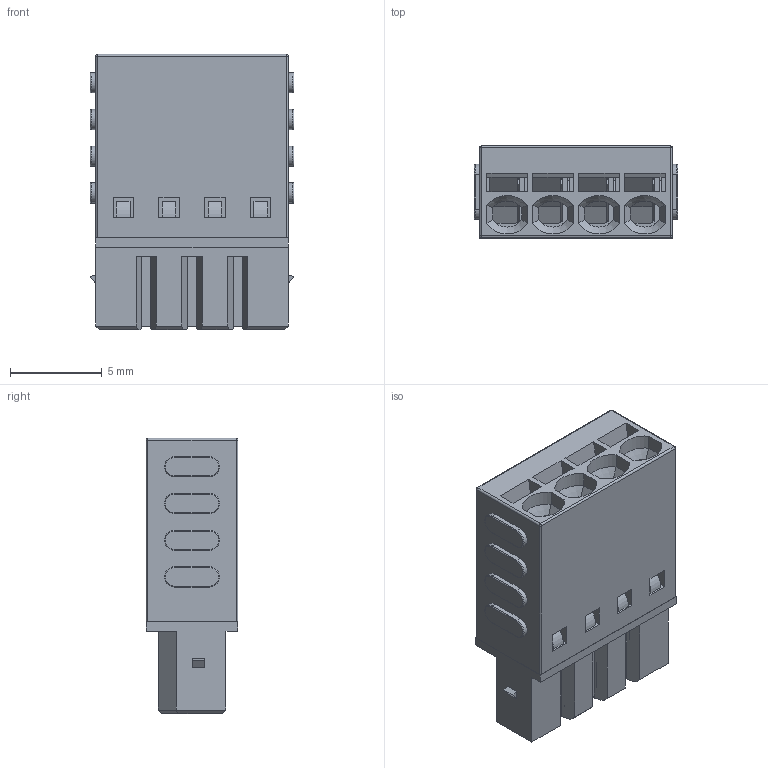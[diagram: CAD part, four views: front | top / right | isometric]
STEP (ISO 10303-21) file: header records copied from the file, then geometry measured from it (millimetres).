
FILE_DESCRIPTION(/* description */ ('Unknown'),/* implementation_level */ '2;1');
FILE_NAME(/* name */ '691346000004B',/* time_stamp */ '2020-07-21T17:15:16+02:00',/* author */ ('Unknown'),/* organization */ ('Unknown'),/* preprocessor_version */ 'ST-DEVELOPER v16.7',/* originating_system */ 'DEX',/* authorisation */ $);
FILE_SCHEMA (('AUTOMOTIVE_DESIGN {1 0 10303 214 3 1 1}'));
Length unit declared in the file: millimetre
Products named in the file (7): 6913460000xxB; 6913460000xxB_Body; 691346000004B_Body; 691346000004B_Lever; 6913460000xxB_Pin; 6913460000xxB_Spring
Assembly tree (9 placements, depth 3):
  6913460000xxB
    6913460000xxB_Body
      691346000004B_Body
      691346000004B_Lever
    6913460000xxB_Pin  x4
      6913460000xxB_Pin
      6913460000xxB_Spring
Bounding box: 11.1 x 5 x 15 mm (x, y, z)
Volume: 389.7 mm3; surface area: 2046.7 mm2
Topology: 10 solids, 10 shells, 1182 faces, 3066 edges, 1918 vertices
Faces by surface type: plane 858, cylinder 264, torus 32, bspline 16, cone 8, sphere 4
Full cylindrical faces by diameter (mm): 0.75 x8
Entity records: 20480 total; most frequent: CARTESIAN_POINT 3646, ORIENTED_EDGE 3472, DIRECTION 3358, EDGE_CURVE 1736, LINE 1434, VECTOR 1434, VERTEX_POINT 1090, AXIS2_PLACEMENT_3D 962
